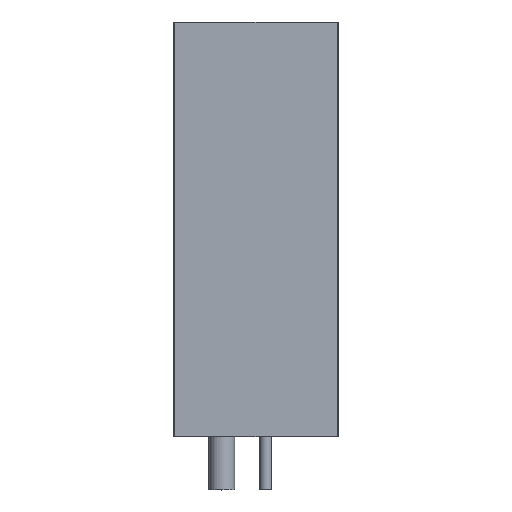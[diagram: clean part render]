
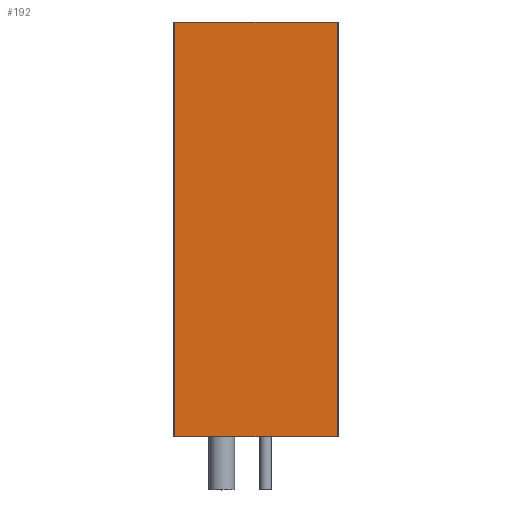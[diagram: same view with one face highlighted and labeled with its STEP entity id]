
A CAD part, top view. The second image highlights one B-rep face of the part: STEP entity #192.
In plain terms, the highlighted planar face has unit normal (0, 0, 1).
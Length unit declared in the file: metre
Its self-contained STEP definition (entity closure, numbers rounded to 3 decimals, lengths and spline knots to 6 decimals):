
#192 = ADVANCED_FACE( '', ( #595 ), #596, .F. );
#595 = FACE_OUTER_BOUND( '', #1076, .T. );
#596 = PLANE( '', #1077 );
#1076 = EDGE_LOOP( '', ( #2444, #2445, #2446, #2447 ) );
#1077 = AXIS2_PLACEMENT_3D( '', #2448, #2449, #2450 );
#2444 = ORIENTED_EDGE( '', *, *, #3205, .T. );
#2445 = ORIENTED_EDGE( '', *, *, #3209, .F. );
#2446 = ORIENTED_EDGE( '', *, *, #3213, .F. );
#2447 = ORIENTED_EDGE( '', *, *, #3425, .T. );
#2448 = CARTESIAN_POINT( '', ( -0.0355, 0.1949, 0. ) );
#2449 = DIRECTION( '', ( 0., 0., -1. ) );
#2450 = DIRECTION( '', ( 0., 1., 0. ) );
#3205 = EDGE_CURVE( '', #3935, #3933, #3936, .T. );
#3209 = EDGE_CURVE( '', #3940, #3933, #3942, .T. );
#3213 = EDGE_CURVE( '', #3948, #3940, #3950, .T. );
#3425 = EDGE_CURVE( '', #3948, #3935, #4285, .T. );
#3933 = VERTEX_POINT( '', #5009 );
#3935 = VERTEX_POINT( '', #5012 );
#3936 = LINE( '', #5013, #5014 );
#3940 = VERTEX_POINT( '', #5020 );
#3942 = LINE( '', #5023, #5024 );
#3948 = VERTEX_POINT( '', #5031 );
#3950 = LINE( '', #5034, #5035 );
#4285 = LINE( '', #5539, #5540 );
#5009 = CARTESIAN_POINT( '', ( 0.0405, 0.0011, 0. ) );
#5012 = CARTESIAN_POINT( '', ( -0.0355, 0.0011, 0. ) );
#5013 = CARTESIAN_POINT( '', ( -0.0355, 0.0011, 0. ) );
#5014 = VECTOR( '', #6287, 1. );
#5020 = CARTESIAN_POINT( '', ( 0.0405, 0.1949, 0. ) );
#5023 = CARTESIAN_POINT( '', ( 0.0405, 0.1949, 0. ) );
#5024 = VECTOR( '', #6291, 1. );
#5031 = CARTESIAN_POINT( '', ( -0.0355, 0.1949, 0. ) );
#5034 = CARTESIAN_POINT( '', ( -0.0355, 0.1949, 0. ) );
#5035 = VECTOR( '', #6297, 1. );
#5539 = CARTESIAN_POINT( '', ( -0.0355, 0.1949, 0. ) );
#5540 = VECTOR( '', #6593, 1. );
#6287 = DIRECTION( '', ( 1., 0., 0. ) );
#6291 = DIRECTION( '', ( 0., -1., 0. ) );
#6297 = DIRECTION( '', ( 1., 0., 0. ) );
#6593 = DIRECTION( '', ( 0., -1., 0. ) );
